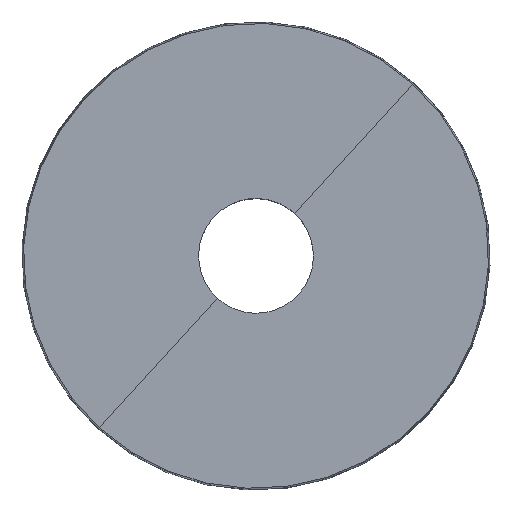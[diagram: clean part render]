
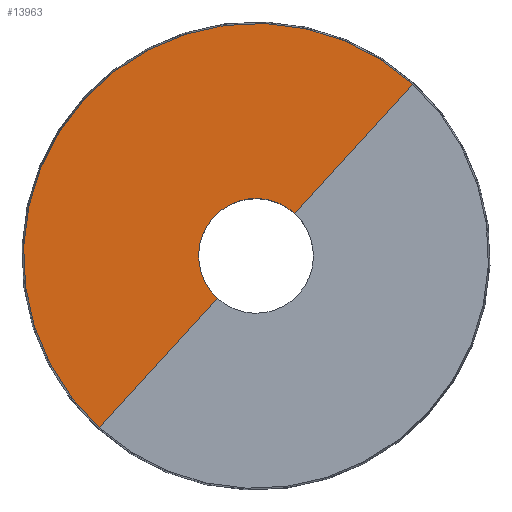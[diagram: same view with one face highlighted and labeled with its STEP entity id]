
A CAD part, top view. The second image highlights one B-rep face of the part: STEP entity #13963.
In plain terms, the highlighted face is a revolution surface.
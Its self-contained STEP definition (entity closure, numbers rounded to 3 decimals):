
#13917 = VERTEX_POINT('',#13918);
#13918 = CARTESIAN_POINT('',(-3.422,-3.754,
    11.43));
#13923 = EDGE_CURVE('',#13924,#13917,#13926,.T.);
#13924 = VERTEX_POINT('',#13925);
#13925 = CARTESIAN_POINT('',(3.422,3.754,
    11.43));
#13926 = CIRCLE('',#13927,5.08);
#13927 = AXIS2_PLACEMENT_3D('',#13928,#13929,#13930);
#13928 = CARTESIAN_POINT('',(0.,0.,11.43));
#13929 = DIRECTION('',(0.,0.,1.));
#13930 = DIRECTION('',(-0.674,-0.739,0.));
#13963 = ADVANCED_FACE('[Impeller_2] Material domain SolidHub',(#13964),
  #13988,.F.);
#13964 = FACE_BOUND('',#13965,.F.);
#13965 = EDGE_LOOP('',(#13966,#13967,#13974,#13983));
#13966 = ORIENTED_EDGE('',*,*,#13923,.T.);
#13967 = ORIENTED_EDGE('',*,*,#13968,.T.);
#13968 = EDGE_CURVE('',#13917,#13969,#13971,.T.);
#13969 = VERTEX_POINT('',#13970);
#13970 = CARTESIAN_POINT('',(-13.866,-15.21,
    11.43));
#13971 = B_SPLINE_CURVE_WITH_KNOTS('',1,(#13972,#13973),.UNSPECIFIED.,
  .F.,.F.,(2,2),(0.,1.),.PIECEWISE_BEZIER_KNOTS.);
#13972 = CARTESIAN_POINT('',(-3.422,-3.754,
    11.43));
#13973 = CARTESIAN_POINT('',(-13.866,-15.21,
    11.43));
#13974 = ORIENTED_EDGE('',*,*,#13975,.F.);
#13975 = EDGE_CURVE('',#13976,#13969,#13978,.T.);
#13976 = VERTEX_POINT('',#13977);
#13977 = CARTESIAN_POINT('',(13.866,15.21,
    11.43));
#13978 = CIRCLE('',#13979,20.581);
#13979 = AXIS2_PLACEMENT_3D('',#13980,#13981,#13982);
#13980 = CARTESIAN_POINT('',(0.,0.,11.43));
#13981 = DIRECTION('',(0.,0.,1.));
#13982 = DIRECTION('',(-0.674,-0.739,0.));
#13983 = ORIENTED_EDGE('',*,*,#13984,.F.);
#13984 = EDGE_CURVE('',#13924,#13976,#13985,.T.);
#13985 = B_SPLINE_CURVE_WITH_KNOTS('',1,(#13986,#13987),.UNSPECIFIED.,
  .F.,.F.,(2,2),(0.,1.),.PIECEWISE_BEZIER_KNOTS.);
#13986 = CARTESIAN_POINT('',(3.422,3.754,
    11.43));
#13987 = CARTESIAN_POINT('',(13.866,15.21,
    11.43));
#13988 = SURFACE_OF_REVOLUTION('',#13989,#13992);
#13989 = B_SPLINE_CURVE_WITH_KNOTS('',1,(#13990,#13991),.UNSPECIFIED.,
  .F.,.F.,(2,2),(0.,1.),.PIECEWISE_BEZIER_KNOTS.);
#13990 = CARTESIAN_POINT('',(-3.422,-3.754,
    11.43));
#13991 = CARTESIAN_POINT('',(-13.866,-15.21,
    11.43));
#13992 = AXIS1_PLACEMENT('',#13993,#13994);
#13993 = CARTESIAN_POINT('',(0.,0.,0.));
#13994 = DIRECTION('',(0.,0.,1.));
